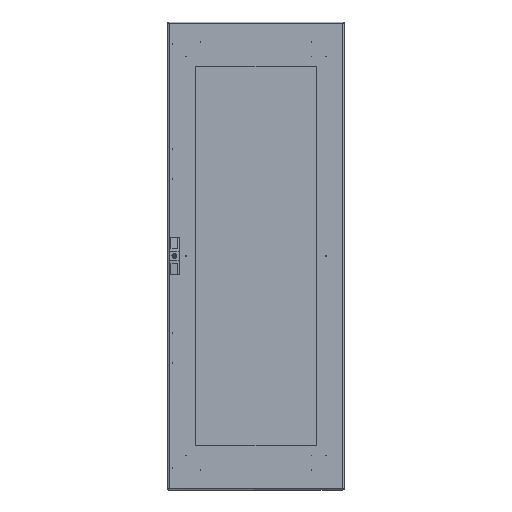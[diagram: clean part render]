
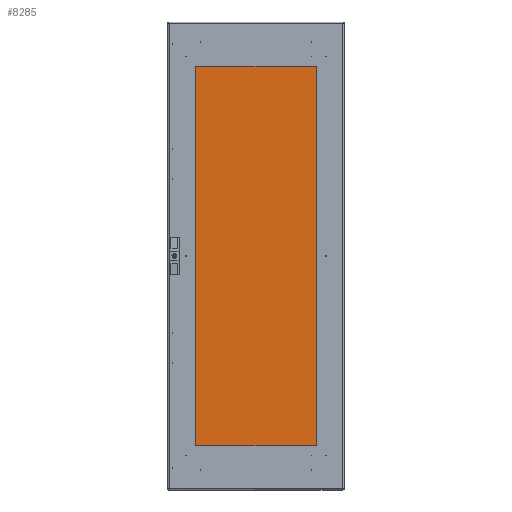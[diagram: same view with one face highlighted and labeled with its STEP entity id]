
A CAD part, top view. The second image highlights one B-rep face of the part: STEP entity #8285.
In plain terms, the highlighted planar face has unit normal (0, 0, 1).
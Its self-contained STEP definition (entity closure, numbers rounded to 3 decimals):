
#427 = EDGE_CURVE ( 'NONE', #3634, #45382, #35939, .T. ) ;
#562 = VECTOR ( 'NONE', #36867, 1000. ) ;
#1598 = VECTOR ( 'NONE', #17680, 1000. ) ;
#3466 = LINE ( 'NONE', #10903, #6173 ) ;
#3634 = VERTEX_POINT ( 'NONE', #38455 ) ;
#6173 = VECTOR ( 'NONE', #39477, 1000. ) ;
#8285 = ADVANCED_FACE ( 'NONE', ( #28123 ), #31977, .T. ) ;
#9965 = ORIENTED_EDGE ( 'NONE', *, *, #32454, .T. ) ;
#10156 = DIRECTION ( 'NONE',  ( 1., 0., 0. ) ) ;
#10903 = CARTESIAN_POINT ( 'NONE',  ( 224.5, -665., 4. ) ) ;
#11893 = ORIENTED_EDGE ( 'NONE', *, *, #12625, .T. ) ;
#12073 = EDGE_CURVE ( 'NONE', #35483, #16340, #39626, .T. ) ;
#12625 = EDGE_CURVE ( 'NONE', #16340, #3634, #28380, .T. ) ;
#13592 = CARTESIAN_POINT ( 'NONE',  ( 0., 0., 4. ) ) ;
#14138 = CARTESIAN_POINT ( 'NONE',  ( -223.5, -665., 4. ) ) ;
#14231 = DIRECTION ( 'NONE',  ( 0., 0., 1. ) ) ;
#16340 = VERTEX_POINT ( 'NONE', #45472 ) ;
#17680 = DIRECTION ( 'NONE',  ( -1., 0., 0. ) ) ;
#17698 = CARTESIAN_POINT ( 'NONE',  ( -223.5, -666., 4. ) ) ;
#21585 = ORIENTED_EDGE ( 'NONE', *, *, #427, .T. ) ;
#28123 = FACE_OUTER_BOUND ( 'NONE', #33071, .T. ) ;
#28380 = LINE ( 'NONE', #35431, #1598 ) ;
#30431 = CARTESIAN_POINT ( 'NONE',  ( 223.5, -665., 4. ) ) ;
#31977 = PLANE ( 'NONE',  #45058 ) ;
#32454 = EDGE_CURVE ( 'NONE', #45382, #35483, #3466, .T. ) ;
#33071 = EDGE_LOOP ( 'NONE', ( #9965, #39258, #11893, #21585 ) ) ;
#34961 = DIRECTION ( 'NONE',  ( 0., -1., 0. ) ) ;
#35431 = CARTESIAN_POINT ( 'NONE',  ( -224.5, 665., 4. ) ) ;
#35483 = VERTEX_POINT ( 'NONE', #30431 ) ;
#35939 = LINE ( 'NONE', #17698, #43748 ) ;
#36719 = CARTESIAN_POINT ( 'NONE',  ( 223.5, 666., 4. ) ) ;
#36867 = DIRECTION ( 'NONE',  ( 0., 1., 0. ) ) ;
#38455 = CARTESIAN_POINT ( 'NONE',  ( -223.5, 665., 4. ) ) ;
#39258 = ORIENTED_EDGE ( 'NONE', *, *, #12073, .T. ) ;
#39477 = DIRECTION ( 'NONE',  ( 1., 0., 0. ) ) ;
#39626 = LINE ( 'NONE', #36719, #562 ) ;
#43748 = VECTOR ( 'NONE', #34961, 1000. ) ;
#45058 = AXIS2_PLACEMENT_3D ( 'NONE', #13592, #14231, #10156 ) ;
#45382 = VERTEX_POINT ( 'NONE', #14138 ) ;
#45472 = CARTESIAN_POINT ( 'NONE',  ( 223.5, 665., 4. ) ) ;
